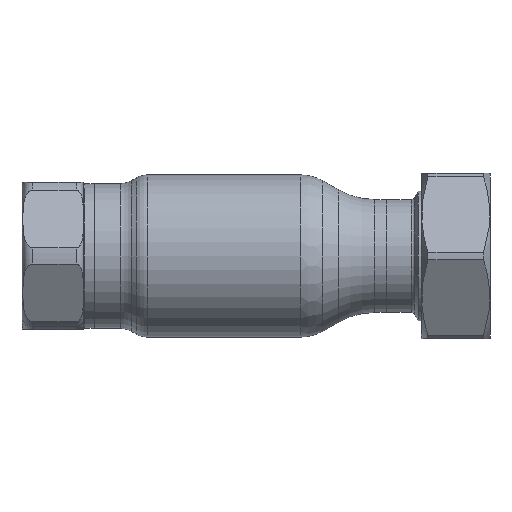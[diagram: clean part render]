
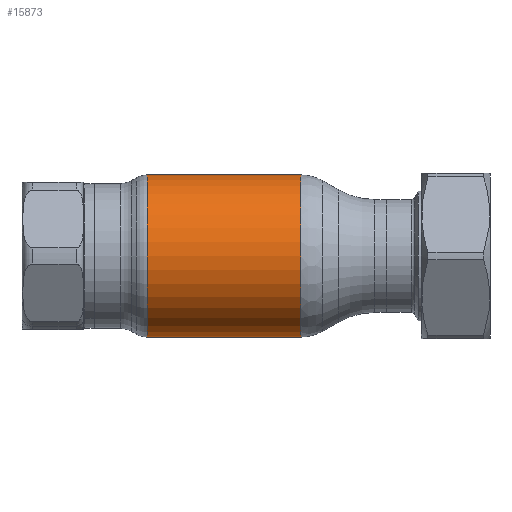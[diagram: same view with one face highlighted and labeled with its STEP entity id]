
A CAD part, front view. The second image highlights one B-rep face of the part: STEP entity #15873.
In plain terms, the highlighted cylindrical face has radius 22.5 mm (diameter 45 mm), a partial arc.
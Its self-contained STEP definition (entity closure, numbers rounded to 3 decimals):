
#946 = VERTEX_POINT ( 'NONE', #36913 ) ;
#2185 = CARTESIAN_POINT ( 'NONE',  ( -21.285, 0., 22.5 ) ) ;
#4009 = LINE ( 'NONE', #31590, #24453 ) ;
#5091 = DIRECTION ( 'NONE',  ( 1., 0., 0. ) ) ;
#7651 = DIRECTION ( 'NONE',  ( 1., 0., 0. ) ) ;
#9908 = CARTESIAN_POINT ( 'NONE',  ( 21.285, 0., -22.5 ) ) ;
#10091 = DIRECTION ( 'NONE',  ( 1., 0., 0. ) ) ;
#13280 = ORIENTED_EDGE ( 'NONE', *, *, #35332, .F. ) ;
#13328 = VERTEX_POINT ( 'NONE', #2185 ) ;
#13643 = CARTESIAN_POINT ( 'NONE',  ( 21.285, 0., 22.5 ) ) ;
#14028 = DIRECTION ( 'NONE',  ( 1., 0., 0. ) ) ;
#15220 = DIRECTION ( 'NONE',  ( 0., 0., -1. ) ) ;
#15754 = EDGE_CURVE ( 'NONE', #13328, #946, #59307, .T. ) ;
#15873 = ADVANCED_FACE ( 'NONE', ( #50213 ), #40548, .T. ) ;
#20628 = AXIS2_PLACEMENT_3D ( 'NONE', #51799, #5091, #47807 ) ;
#20985 = CARTESIAN_POINT ( 'NONE',  ( 62.69, 0., -22.5 ) ) ;
#24242 = VERTEX_POINT ( 'NONE', #9908 ) ;
#24453 = VECTOR ( 'NONE', #14028, 1000. ) ;
#26858 = CARTESIAN_POINT ( 'NONE',  ( 62.69, 0., 0. ) ) ;
#31590 = CARTESIAN_POINT ( 'NONE',  ( 62.69, 0., 22.5 ) ) ;
#32739 = ORIENTED_EDGE ( 'NONE', *, *, #42510, .F. ) ;
#35052 = EDGE_CURVE ( 'NONE', #946, #24242, #53713, .T. ) ;
#35332 = EDGE_CURVE ( 'NONE', #13328, #44922, #4009, .T. ) ;
#36913 = CARTESIAN_POINT ( 'NONE',  ( -21.285, 0., -22.5 ) ) ;
#39058 = EDGE_LOOP ( 'NONE', ( #13280, #49868, #49994, #32739 ) ) ;
#40548 = CYLINDRICAL_SURFACE ( 'NONE', #45799, 22.5 ) ;
#42510 = EDGE_CURVE ( 'NONE', #44922, #24242, #52939, .T. ) ;
#44779 = VECTOR ( 'NONE', #7651, 1000. ) ;
#44922 = VERTEX_POINT ( 'NONE', #13643 ) ;
#45706 = DIRECTION ( 'NONE',  ( 0., 0., -1. ) ) ;
#45799 = AXIS2_PLACEMENT_3D ( 'NONE', #26858, #59302, #45706 ) ;
#47036 = CARTESIAN_POINT ( 'NONE',  ( 21.285, 0., 0. ) ) ;
#47807 = DIRECTION ( 'NONE',  ( 0., 0., -1. ) ) ;
#49868 = ORIENTED_EDGE ( 'NONE', *, *, #15754, .T. ) ;
#49994 = ORIENTED_EDGE ( 'NONE', *, *, #35052, .T. ) ;
#50047 = AXIS2_PLACEMENT_3D ( 'NONE', #47036, #10091, #15220 ) ;
#50213 = FACE_OUTER_BOUND ( 'NONE', #39058, .T. ) ;
#51799 = CARTESIAN_POINT ( 'NONE',  ( -21.285, 0., 0. ) ) ;
#52939 = CIRCLE ( 'NONE', #50047, 22.5 ) ;
#53713 = LINE ( 'NONE', #20985, #44779 ) ;
#59302 = DIRECTION ( 'NONE',  ( 1., 0., 0. ) ) ;
#59307 = CIRCLE ( 'NONE', #20628, 22.5 ) ;
